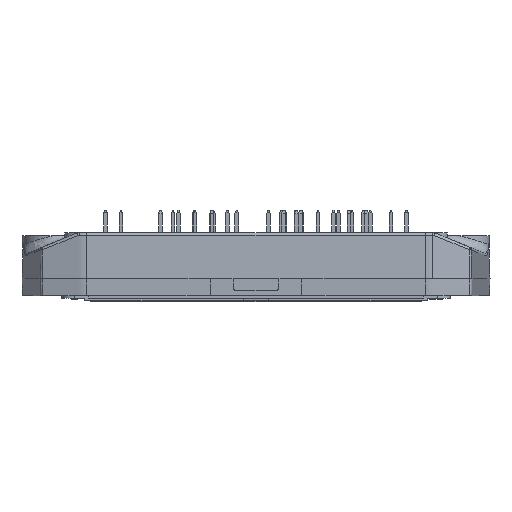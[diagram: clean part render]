
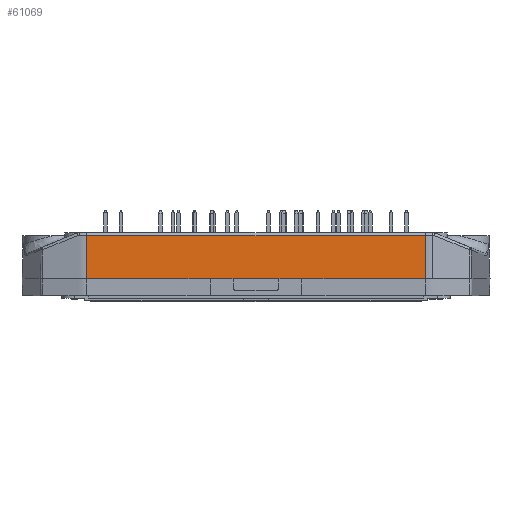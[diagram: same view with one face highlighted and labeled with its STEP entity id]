
A CAD part, front view. The second image highlights one B-rep face of the part: STEP entity #61069.
In plain terms, the highlighted planar face has unit normal (0, -1, 0.026).
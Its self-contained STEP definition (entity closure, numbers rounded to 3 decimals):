
#3335=LINE('',#88335,#7139);
#3343=LINE('',#88368,#7147);
#3458=LINE('',#89387,#7262);
#3461=LINE('',#89396,#7265);
#3468=LINE('',#89497,#7272);
#3469=LINE('',#89499,#7273);
#3470=LINE('',#89500,#7274);
#3471=LINE('',#89502,#7275);
#3472=LINE('',#89504,#7276);
#3473=LINE('',#89505,#7277);
#7139=VECTOR('',#71014,1000.);
#7147=VECTOR('',#71038,1000.);
#7262=VECTOR('',#71469,1000.);
#7265=VECTOR('',#71476,1000.);
#7272=VECTOR('',#71487,1000.);
#7273=VECTOR('',#71488,1000.);
#7274=VECTOR('',#71489,1000.);
#7275=VECTOR('',#71490,1000.);
#7276=VECTOR('',#71491,1000.);
#7277=VECTOR('',#71492,1000.);
#14224=ORIENTED_EDGE('',*,*,#25917,.F.);
#14225=ORIENTED_EDGE('',*,*,#25918,.T.);
#14226=ORIENTED_EDGE('',*,*,#25661,.F.);
#14227=ORIENTED_EDGE('',*,*,#25919,.F.);
#14228=ORIENTED_EDGE('',*,*,#25920,.T.);
#14229=ORIENTED_EDGE('',*,*,#25921,.T.);
#14230=ORIENTED_EDGE('',*,*,#25906,.T.);
#14231=ORIENTED_EDGE('',*,*,#25922,.F.);
#14232=ORIENTED_EDGE('',*,*,#25901,.F.);
#14233=ORIENTED_EDGE('',*,*,#25648,.F.);
#25648=EDGE_CURVE('',#31708,#31709,#3335,.T.);
#25661=EDGE_CURVE('',#31718,#31719,#3343,.T.);
#25901=EDGE_CURVE('',#31709,#31859,#3458,.T.);
#25906=EDGE_CURVE('',#31863,#31862,#3461,.T.);
#25917=EDGE_CURVE('',#31871,#31708,#3468,.T.);
#25918=EDGE_CURVE('',#31871,#31719,#3469,.F.);
#25919=EDGE_CURVE('',#31872,#31718,#3470,.F.);
#25920=EDGE_CURVE('',#31872,#31873,#3471,.T.);
#25921=EDGE_CURVE('',#31873,#31863,#3472,.T.);
#25922=EDGE_CURVE('',#31859,#31862,#3473,.T.);
#31708=VERTEX_POINT('',#88334);
#31709=VERTEX_POINT('',#88336);
#31718=VERTEX_POINT('',#88369);
#31719=VERTEX_POINT('',#88370);
#31859=VERTEX_POINT('',#89388);
#31862=VERTEX_POINT('',#89395);
#31863=VERTEX_POINT('',#89397);
#31871=VERTEX_POINT('',#89498);
#31872=VERTEX_POINT('',#89501);
#31873=VERTEX_POINT('',#89503);
#37294=EDGE_LOOP('',(#14224,#14225,#14226,#14227,#14228,#14229,#14230,#14231,
#14232,#14233));
#39984=FACE_BOUND('',#37294,.T.);
#42050=PLANE('',#64389);
#61069=ADVANCED_FACE('',(#39984),#42050,.T.);
#64389=AXIS2_PLACEMENT_3D('',#89496,#71485,#71486);
#71014=DIRECTION('',(-1.,0.,0.));
#71038=DIRECTION('',(1.,0.,0.));
#71469=DIRECTION('',(-1.,0.,0.));
#71476=DIRECTION('',(1.,0.,0.));
#71485=DIRECTION('',(0.,-1.,0.026));
#71486=DIRECTION('',(0.,0.026,1.));
#71487=DIRECTION('',(-1.,0.,0.));
#71488=DIRECTION('',(0.006,-0.026,-1.));
#71489=DIRECTION('',(-0.006,-0.026,-1.));
#71490=DIRECTION('',(1.,0.,0.));
#71491=DIRECTION('',(1.,0.,0.));
#71492=DIRECTION('',(-1.,0.,0.));
#88334=CARTESIAN_POINT('',(29.513,-30.776,3.));
#88335=CARTESIAN_POINT('',(17.961,-30.776,3.));
#88336=CARTESIAN_POINT('',(8.,-30.776,3.));
#88368=CARTESIAN_POINT('',(27.533,-30.58,10.513));
#88369=CARTESIAN_POINT('',(-29.469,-30.58,10.513));
#88370=CARTESIAN_POINT('',(29.469,-30.58,10.513));
#89387=CARTESIAN_POINT('',(17.961,-30.776,3.));
#89388=CARTESIAN_POINT('',(4.,-30.776,3.));
#89395=CARTESIAN_POINT('',(-4.,-30.776,3.));
#89396=CARTESIAN_POINT('',(-17.961,-30.776,3.));
#89397=CARTESIAN_POINT('',(-8.,-30.776,3.));
#89496=CARTESIAN_POINT('',(17.961,-30.776,3.));
#89497=CARTESIAN_POINT('',(17.961,-30.776,3.));
#89498=CARTESIAN_POINT('',(29.513,-30.776,3.));
#89499=CARTESIAN_POINT('',(29.512,-30.775,3.067));
#89500=CARTESIAN_POINT('',(-29.512,-30.775,3.067));
#89501=CARTESIAN_POINT('',(-29.513,-30.776,3.));
#89502=CARTESIAN_POINT('',(-17.961,-30.776,3.));
#89503=CARTESIAN_POINT('',(-29.513,-30.776,3.));
#89504=CARTESIAN_POINT('',(-17.961,-30.776,3.));
#89505=CARTESIAN_POINT('',(-17.961,-30.776,3.));
